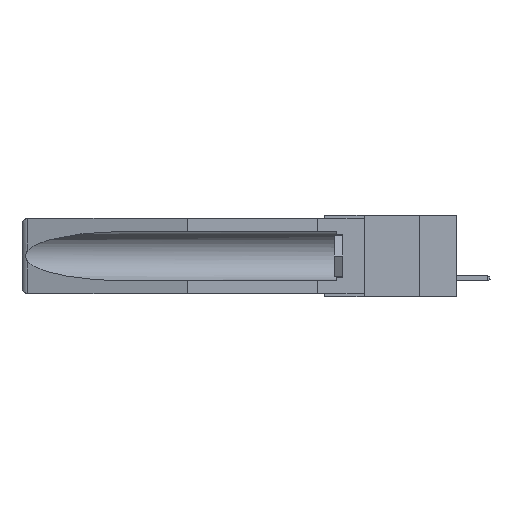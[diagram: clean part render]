
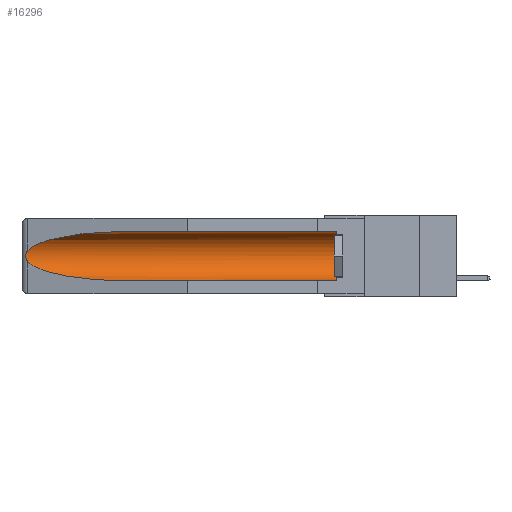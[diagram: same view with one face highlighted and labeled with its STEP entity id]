
A CAD part, left-side view. The second image highlights one B-rep face of the part: STEP entity #16296.
In plain terms, the highlighted cylindrical face has radius 2.857 mm (diameter 5.715 mm), a partial arc.
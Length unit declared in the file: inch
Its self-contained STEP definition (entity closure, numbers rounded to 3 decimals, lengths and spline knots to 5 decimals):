
#148 = VECTOR ( 'NONE', #15036, 39.37008 ) ;
#427 = DIRECTION ( 'NONE',  ( 0., 1., 0. ) ) ;
#506 = EDGE_CURVE ( 'NONE', #15907, #1356, #14440, .T. ) ;
#712 = CARTESIAN_POINT ( 'NONE',  ( 0.155, 1.07973, -0.284 ) ) ;
#746 = CARTESIAN_POINT ( 'NONE',  ( 0.26597, 1.5296, -0.19026 ) ) ;
#1275 = CARTESIAN_POINT ( 'NONE',  ( 0.26537, 1.52718, -0.14972 ) ) ;
#1356 = VERTEX_POINT ( 'NONE', #9597 ) ;
#1414 = CARTESIAN_POINT ( 'NONE',  ( 0.155, 1.07973, -0.059 ) ) ;
#1629 = CYLINDRICAL_SURFACE ( 'NONE', #5208, 0.1125 ) ;
#1811 = LINE ( 'NONE', #15831, #15100 ) ;
#1836 = ORIENTED_EDGE ( 'NONE', *, *, #5051, .T. ) ;
#2299 = AXIS2_PLACEMENT_3D ( 'NONE', #7509, #9990, #13999 ) ;
#2411 = DIRECTION ( 'NONE',  ( 0., 1., 0. ) ) ;
#2696 = CARTESIAN_POINT ( 'NONE',  ( 0.155, 0.126, -0.284 ) ) ;
#2966 = ORIENTED_EDGE ( 'NONE', *, *, #6576, .T. ) ;
#3108 = CARTESIAN_POINT ( 'NONE',  ( 0.2675, 1.53308, -0.16763 ) ) ;
#3330 = EDGE_CURVE ( 'NONE', #5216, #7830, #12859, .T. ) ;
#4155 = CARTESIAN_POINT ( 'NONE',  ( 0.26537, 1.52718, -0.19328 ) ) ;
#4577 = CARTESIAN_POINT ( 'NONE',  ( 0.26654, 1.53092, -0.15636 ) ) ;
#4659 = CARTESIAN_POINT ( 'NONE',  ( 0.21114, 1.30732, -0.284 ) ) ;
#5051 = EDGE_CURVE ( 'NONE', #1356, #9575, #10210, .T. ) ;
#5208 = AXIS2_PLACEMENT_3D ( 'NONE', #13866, #2411, #11211 ) ;
#5216 = VERTEX_POINT ( 'NONE', #4155 ) ;
#5312 = CARTESIAN_POINT ( 'NONE',  ( 0.26537, 1.52718, -0.14972 ) ) ;
#5797 = EDGE_LOOP ( 'NONE', ( #14414, #2966, #13182, #13963, #8051, #1836 ) ) ;
#5880 = CARTESIAN_POINT ( 'NONE',  ( 0.2673, 1.53269, -0.17917 ) ) ;
#6576 = EDGE_CURVE ( 'NONE', #16437, #5216, #7291, .T. ) ;
#6657 = CARTESIAN_POINT ( 'NONE',  ( 0.25451, 1.48313, -0.09465 ) ) ;
#7237 = CARTESIAN_POINT ( 'NONE',  ( 0.155, -0.30754, -0.059 ) ) ;
#7291 = B_SPLINE_CURVE_WITH_KNOTS ( 'NONE', 3,
 ( #16198, #11009, #4577, #13616, #3108, #13437, #5880, #16149, #746, #8298 ),
 .UNSPECIFIED., .F., .F.,
 ( 4, 2, 2, 2, 4 ),
 ( 0., 0.00029, 0.00058, 0.00087, 0.00117 ),
 .UNSPECIFIED. ) ;
#7509 = CARTESIAN_POINT ( 'NONE',  ( 0.155, 0.126, -0.1715 ) ) ;
#7830 = VERTEX_POINT ( 'NONE', #8413 ) ;
#8051 = ORIENTED_EDGE ( 'NONE', *, *, #506, .T. ) ;
#8298 = CARTESIAN_POINT ( 'NONE',  ( 0.26537, 1.52718, -0.19328 ) ) ;
#8413 = CARTESIAN_POINT ( 'NONE',  ( 0.155, 1.07973, -0.284 ) ) ;
#9546 =( BOUNDED_CURVE ( )  B_SPLINE_CURVE ( 3, ( #1414, #11727, #6657, #5312 ),
 .UNSPECIFIED., .F., .F. ) 
 B_SPLINE_CURVE_WITH_KNOTS ( ( 4, 4 ),
 ( 4.71239, 6.08839 ),
 .UNSPECIFIED. ) 
 CURVE ( )  GEOMETRIC_REPRESENTATION_ITEM ( )  RATIONAL_B_SPLINE_CURVE ( ( 1., 0.848, 0.848, 1. ) ) 
 REPRESENTATION_ITEM ( '' )  );
#9575 = VERTEX_POINT ( 'NONE', #16226 ) ;
#9597 = CARTESIAN_POINT ( 'NONE',  ( 0.155, 0.126, -0.059 ) ) ;
#9722 = CARTESIAN_POINT ( 'NONE',  ( 0.26537, 1.52718, -0.19328 ) ) ;
#9990 = DIRECTION ( 'NONE',  ( 0., -1., 0. ) ) ;
#10210 = LINE ( 'NONE', #7237, #148 ) ;
#11009 = CARTESIAN_POINT ( 'NONE',  ( 0.26597, 1.52961, -0.15275 ) ) ;
#11211 = DIRECTION ( 'NONE',  ( 0., 0., 1. ) ) ;
#11458 = EDGE_CURVE ( 'NONE', #9575, #16437, #9546, .T. ) ;
#11727 = CARTESIAN_POINT ( 'NONE',  ( 0.21114, 1.30732, -0.059 ) ) ;
#11892 = EDGE_CURVE ( 'NONE', #15907, #7830, #1811, .T. ) ;
#12339 = FACE_OUTER_BOUND ( 'NONE', #5797, .T. ) ;
#12502 = CARTESIAN_POINT ( 'NONE',  ( 0.25451, 1.48313, -0.24835 ) ) ;
#12859 =( BOUNDED_CURVE ( )  B_SPLINE_CURVE ( 3, ( #9722, #12502, #4659, #712 ),
 .UNSPECIFIED., .F., .F. ) 
 B_SPLINE_CURVE_WITH_KNOTS ( ( 4, 4 ),
 ( 0.1948, 1.5708 ),
 .UNSPECIFIED. ) 
 CURVE ( )  GEOMETRIC_REPRESENTATION_ITEM ( )  RATIONAL_B_SPLINE_CURVE ( ( 1., 0.848, 0.848, 1. ) ) 
 REPRESENTATION_ITEM ( '' )  );
#13182 = ORIENTED_EDGE ( 'NONE', *, *, #3330, .T. ) ;
#13437 = CARTESIAN_POINT ( 'NONE',  ( 0.2675, 1.53308, -0.17534 ) ) ;
#13616 = CARTESIAN_POINT ( 'NONE',  ( 0.2673, 1.5327, -0.16383 ) ) ;
#13866 = CARTESIAN_POINT ( 'NONE',  ( 0.155, -0.30754, -0.1715 ) ) ;
#13963 = ORIENTED_EDGE ( 'NONE', *, *, #11892, .F. ) ;
#13999 = DIRECTION ( 'NONE',  ( 0., 0., 1. ) ) ;
#14414 = ORIENTED_EDGE ( 'NONE', *, *, #11458, .T. ) ;
#14440 = CIRCLE ( 'NONE', #2299, 0.1125 ) ;
#15036 = DIRECTION ( 'NONE',  ( 0., 1., 0. ) ) ;
#15100 = VECTOR ( 'NONE', #427, 39.37008 ) ;
#15831 = CARTESIAN_POINT ( 'NONE',  ( 0.155, -0.30754, -0.284 ) ) ;
#15907 = VERTEX_POINT ( 'NONE', #2696 ) ;
#16149 = CARTESIAN_POINT ( 'NONE',  ( 0.26655, 1.53094, -0.18657 ) ) ;
#16198 = CARTESIAN_POINT ( 'NONE',  ( 0.26537, 1.52718, -0.14972 ) ) ;
#16226 = CARTESIAN_POINT ( 'NONE',  ( 0.155, 1.07973, -0.059 ) ) ;
#16296 = ADVANCED_FACE ( 'NONE', ( #12339 ), #1629, .F. ) ;
#16437 = VERTEX_POINT ( 'NONE', #1275 ) ;
